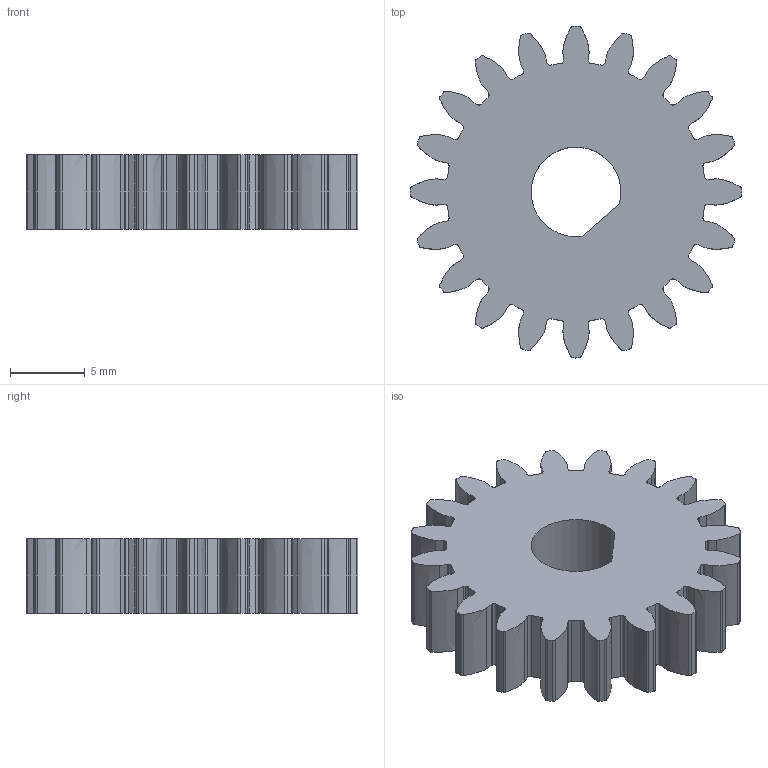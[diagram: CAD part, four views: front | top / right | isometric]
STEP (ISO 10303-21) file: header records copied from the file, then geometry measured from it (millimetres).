
FILE_DESCRIPTION(/* description */ (''),/* implementation_level */ '2;1');
FILE_NAME(/* name */ 'encoder gear.stp',/* time_stamp */ '2025-05-15T11:53:47+02:00',/* author */ (''),/* organization */ (''),/* preprocessor_version */ 'ST-DEVELOPER v20',/* originating_system */ 'SIEMENS PLM Software NX2312.4001',/* authorisation */ '');
FILE_SCHEMA (('AUTOMOTIVE_DESIGN { 1 0 10303 214 3 1 1 1 }'));
Length unit declared in the file: millimetre
Products named in the file (1): encoder gear
Bounding box: 22.2 x 22.2 x 5 mm (x, y, z)
Volume: 1394.2 mm3; surface area: 1315.3 mm2
Topology: 1 solids, 1 shells, 244 faces, 726 edges, 484 vertices
Faces by surface type: cylinder 121, plane 83, extrusion 40
Entity records: 8960 total; most frequent: CARTESIAN_POINT 2295, ORIENTED_EDGE 1452, DIRECTION 1338, EDGE_CURVE 726, VERTEX_POINT 484, AXIS2_PLACEMENT_3D 447, VECTOR 444, LINE 404
